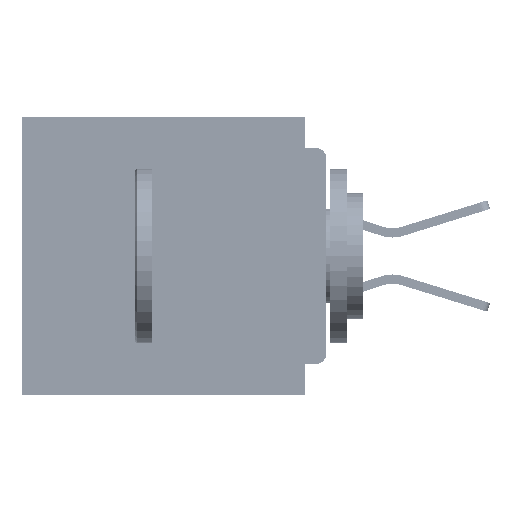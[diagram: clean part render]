
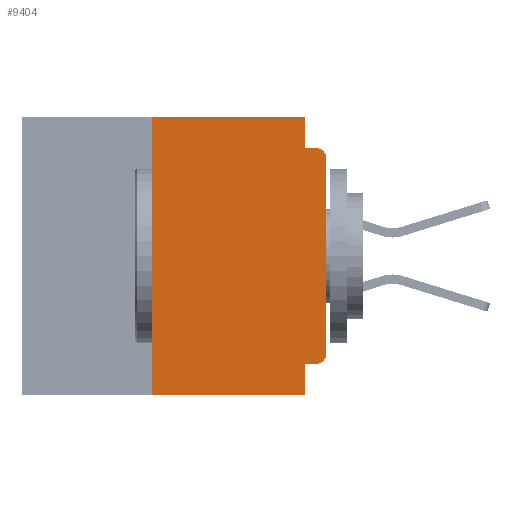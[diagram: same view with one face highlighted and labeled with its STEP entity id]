
A CAD part, left-side view. The second image highlights one B-rep face of the part: STEP entity #9404.
In plain terms, the highlighted planar face has unit normal (-1, 0, 0).
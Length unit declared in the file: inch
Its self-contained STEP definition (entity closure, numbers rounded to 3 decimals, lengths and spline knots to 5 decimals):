
#724 = CARTESIAN_POINT ( 'NONE',  ( 0., 0.031, -0.045 ) ) ;
#2447 = CARTESIAN_POINT ( 'NONE',  ( 0., 0.437, 0. ) ) ;
#4013 = VERTEX_POINT ( 'NONE', #41634 ) ;
#4356 = ORIENTED_EDGE ( 'NONE', *, *, #57539, .T. ) ;
#4789 = VERTEX_POINT ( 'NONE', #724 ) ;
#6120 = CARTESIAN_POINT ( 'NONE',  ( 0., 0.031, 0. ) ) ;
#7149 = CARTESIAN_POINT ( 'NONE',  ( 0., 0.031, -0.4 ) ) ;
#7166 = VERTEX_POINT ( 'NONE', #54103 ) ;
#7715 = CARTESIAN_POINT ( 'NONE',  ( 0., 0., -0.34 ) ) ;
#9003 = CARTESIAN_POINT ( 'NONE',  ( 0., 0., -0.06 ) ) ;
#9218 = ORIENTED_EDGE ( 'NONE', *, *, #25961, .F. ) ;
#9404 = ADVANCED_FACE ( 'NONE', ( #54889 ), #51464, .F. ) ;
#9474 = CARTESIAN_POINT ( 'NONE',  ( 0., 0., -0.355 ) ) ;
#10844 = AXIS2_PLACEMENT_3D ( 'NONE', #46288, #15759, #51361 ) ;
#12020 = EDGE_CURVE ( 'NONE', #30430, #41408, #17123, .T. ) ;
#12164 = VERTEX_POINT ( 'NONE', #9003 ) ;
#12329 = DIRECTION ( 'NONE',  ( 0., 0., -1. ) ) ;
#12862 = DIRECTION ( 'NONE',  ( 0., -1., 0. ) ) ;
#13288 = CARTESIAN_POINT ( 'NONE',  ( 0., 0.015, -0.34 ) ) ;
#13427 = CARTESIAN_POINT ( 'NONE',  ( 0., 0.031, 0. ) ) ;
#13694 = AXIS2_PLACEMENT_3D ( 'NONE', #31074, #26149, #61616 ) ;
#14390 = EDGE_LOOP ( 'NONE', ( #26851, #4356, #45177, #9218, #49922, #24486, #42864, #23719, #53896, #28548 ) ) ;
#15759 = DIRECTION ( 'NONE',  ( -1., 0., 0. ) ) ;
#17123 = LINE ( 'NONE', #2447, #42704 ) ;
#18440 = DIRECTION ( 'NONE',  ( 0., 0., -1. ) ) ;
#19121 = VECTOR ( 'NONE', #40130, 39.37008 ) ;
#19371 = VECTOR ( 'NONE', #47835, 39.37008 ) ;
#21756 = VECTOR ( 'NONE', #34011, 39.37008 ) ;
#22466 = EDGE_CURVE ( 'NONE', #37847, #12164, #63599, .T. ) ;
#22468 = CARTESIAN_POINT ( 'NONE',  ( 0., 0.031, -0.4 ) ) ;
#23719 = ORIENTED_EDGE ( 'NONE', *, *, #34692, .F. ) ;
#24486 = ORIENTED_EDGE ( 'NONE', *, *, #30854, .F. ) ;
#24974 = DIRECTION ( 'NONE',  ( 0., 1., 0. ) ) ;
#25961 = EDGE_CURVE ( 'NONE', #41408, #4789, #63824, .T. ) ;
#26149 = DIRECTION ( 'NONE',  ( 1., 0., 0. ) ) ;
#26202 = CARTESIAN_POINT ( 'NONE',  ( 0., 0.031, -0.355 ) ) ;
#26851 = ORIENTED_EDGE ( 'NONE', *, *, #22466, .T. ) ;
#28548 = ORIENTED_EDGE ( 'NONE', *, *, #35958, .T. ) ;
#30430 = VERTEX_POINT ( 'NONE', #44558 ) ;
#30796 = VECTOR ( 'NONE', #43461, 39.37008 ) ;
#30854 = EDGE_CURVE ( 'NONE', #4013, #30430, #46463, .T. ) ;
#31074 = CARTESIAN_POINT ( 'NONE',  ( 0., 0.437, 0. ) ) ;
#34011 = DIRECTION ( 'NONE',  ( 0., 0., -1. ) ) ;
#34148 = DIRECTION ( 'NONE',  ( 0., 0., 1. ) ) ;
#34692 = EDGE_CURVE ( 'NONE', #54267, #63496, #58579, .T. ) ;
#34994 = CARTESIAN_POINT ( 'NONE',  ( 0., 0.437, -0.4 ) ) ;
#35958 = EDGE_CURVE ( 'NONE', #44409, #37847, #36262, .T. ) ;
#36262 = CIRCLE ( 'NONE', #40102, 0.015 ) ;
#37847 = VERTEX_POINT ( 'NONE', #7715 ) ;
#38366 = CARTESIAN_POINT ( 'NONE',  ( 0., 0., -0.045 ) ) ;
#40081 = EDGE_CURVE ( 'NONE', #4013, #63496, #59661, .T. ) ;
#40102 = AXIS2_PLACEMENT_3D ( 'NONE', #13288, #48952, #18440 ) ;
#40130 = DIRECTION ( 'NONE',  ( 0., -1., 0. ) ) ;
#41408 = VERTEX_POINT ( 'NONE', #6120 ) ;
#41578 = CARTESIAN_POINT ( 'NONE',  ( 0., 0.015, -0.355 ) ) ;
#41634 = CARTESIAN_POINT ( 'NONE',  ( 0., 0.25, -0.4 ) ) ;
#42704 = VECTOR ( 'NONE', #12862, 39.37008 ) ;
#42864 = ORIENTED_EDGE ( 'NONE', *, *, #40081, .T. ) ;
#43461 = DIRECTION ( 'NONE',  ( 0., -1., 0. ) ) ;
#44409 = VERTEX_POINT ( 'NONE', #41578 ) ;
#44558 = CARTESIAN_POINT ( 'NONE',  ( 0., 0.25, 0. ) ) ;
#45177 = ORIENTED_EDGE ( 'NONE', *, *, #55213, .F. ) ;
#46288 = CARTESIAN_POINT ( 'NONE',  ( 0., 0.015, -0.06 ) ) ;
#46463 = LINE ( 'NONE', #57989, #19371 ) ;
#46550 = CIRCLE ( 'NONE', #10844, 0.015 ) ;
#47835 = DIRECTION ( 'NONE',  ( 0., 0., 1. ) ) ;
#48589 = VECTOR ( 'NONE', #34148, 39.37008 ) ;
#48952 = DIRECTION ( 'NONE',  ( -1., 0., 0. ) ) ;
#49922 = ORIENTED_EDGE ( 'NONE', *, *, #12020, .F. ) ;
#51361 = DIRECTION ( 'NONE',  ( 0., 0., -1. ) ) ;
#51464 = PLANE ( 'NONE',  #13694 ) ;
#53896 = ORIENTED_EDGE ( 'NONE', *, *, #63148, .F. ) ;
#54103 = CARTESIAN_POINT ( 'NONE',  ( 0., 0.015, -0.045 ) ) ;
#54267 = VERTEX_POINT ( 'NONE', #26202 ) ;
#54889 = FACE_OUTER_BOUND ( 'NONE', #14390, .T. ) ;
#55213 = EDGE_CURVE ( 'NONE', #4789, #7166, #57752, .T. ) ;
#56985 = VECTOR ( 'NONE', #12329, 39.37008 ) ;
#57539 = EDGE_CURVE ( 'NONE', #12164, #7166, #46550, .T. ) ;
#57752 = LINE ( 'NONE', #38366, #30796 ) ;
#57989 = CARTESIAN_POINT ( 'NONE',  ( 0., 0.25, -0.4 ) ) ;
#58579 = LINE ( 'NONE', #7149, #56985 ) ;
#58696 = LINE ( 'NONE', #9474, #60291 ) ;
#59661 = LINE ( 'NONE', #34994, #19121 ) ;
#60291 = VECTOR ( 'NONE', #24974, 39.37008 ) ;
#61616 = DIRECTION ( 'NONE',  ( 0., 0., -1. ) ) ;
#63148 = EDGE_CURVE ( 'NONE', #44409, #54267, #58696, .T. ) ;
#63496 = VERTEX_POINT ( 'NONE', #22468 ) ;
#63599 = LINE ( 'NONE', #64439, #48589 ) ;
#63824 = LINE ( 'NONE', #13427, #21756 ) ;
#64439 = CARTESIAN_POINT ( 'NONE',  ( 0., 0., 0. ) ) ;
